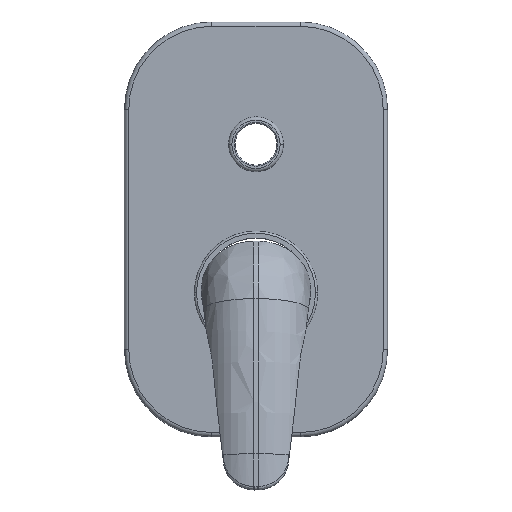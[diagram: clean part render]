
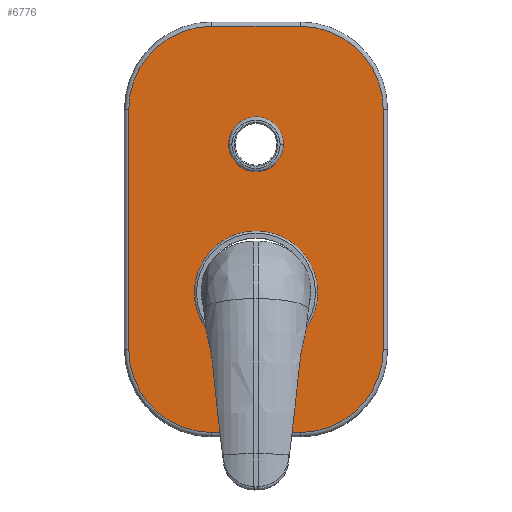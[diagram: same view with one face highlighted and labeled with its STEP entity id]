
A CAD part, top view. The second image highlights one B-rep face of the part: STEP entity #6776.
In plain terms, the highlighted planar face has unit normal (0, 0, 1).
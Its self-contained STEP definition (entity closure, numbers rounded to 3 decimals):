
#5778=DIRECTION('',(1.,0.,0.));
#5779=VECTOR('',#5778,40.5);
#5780=CARTESIAN_POINT('',(-20.25,-65.,-4.));
#5781=LINE('',#5780,#5779);
#5782=CARTESIAN_POINT('',(-20.25,-27.,-4.));
#5783=DIRECTION('',(0.,0.,1.));
#5784=DIRECTION('',(-1.,0.,0.));
#5785=AXIS2_PLACEMENT_3D('',#5782,#5783,#5784);
#5787=DIRECTION('',(0.,-1.,0.));
#5788=VECTOR('',#5787,110.);
#5789=CARTESIAN_POINT('',(-58.25,83.,-4.));
#5790=LINE('',#5789,#5788);
#5791=CARTESIAN_POINT('',(-20.25,83.,-4.));
#5792=DIRECTION('',(0.,0.,1.));
#5793=DIRECTION('',(0.,1.,0.));
#5794=AXIS2_PLACEMENT_3D('',#5791,#5792,#5793);
#5796=DIRECTION('',(-1.,0.,0.));
#5797=VECTOR('',#5796,40.5);
#5798=CARTESIAN_POINT('',(20.25,121.,-4.));
#5799=LINE('',#5798,#5797);
#5800=CARTESIAN_POINT('',(20.25,83.,-4.));
#5801=DIRECTION('',(0.,0.,1.));
#5802=DIRECTION('',(1.,0.,0.));
#5803=AXIS2_PLACEMENT_3D('',#5800,#5801,#5802);
#5805=DIRECTION('',(0.,1.,0.));
#5806=VECTOR('',#5805,110.);
#5807=CARTESIAN_POINT('',(58.25,-27.,-4.));
#5808=LINE('',#5807,#5806);
#5809=CARTESIAN_POINT('',(20.25,-27.,-4.));
#5810=DIRECTION('',(0.,0.,1.));
#5811=DIRECTION('',(0.,-1.,0.));
#5812=AXIS2_PLACEMENT_3D('',#5809,#5810,#5811);
#5814=CARTESIAN_POINT('',(0.,67.,-4.));
#5815=DIRECTION('',(0.,0.,-1.));
#5816=DIRECTION('',(-1.,0.,0.));
#5817=AXIS2_PLACEMENT_3D('',#5814,#5815,#5816);
#5819=CARTESIAN_POINT('',(0.,67.,-4.));
#5820=DIRECTION('',(0.,0.,-1.));
#5821=DIRECTION('',(1.,0.,0.));
#5822=AXIS2_PLACEMENT_3D('',#5819,#5820,#5821);
#5824=CARTESIAN_POINT('',(0.,-1.,-4.));
#5825=DIRECTION('',(0.,0.,-1.));
#5826=DIRECTION('',(-1.,0.,0.));
#5827=AXIS2_PLACEMENT_3D('',#5824,#5825,#5826);
#5829=CARTESIAN_POINT('',(0.,-1.,-4.));
#5830=DIRECTION('',(0.,0.,-1.));
#5831=DIRECTION('',(1.,0.,0.));
#5832=AXIS2_PLACEMENT_3D('',#5829,#5830,#5831);
#6405=CARTESIAN_POINT('',(-20.25,-65.,-4.));
#6406=CARTESIAN_POINT('',(20.25,-65.,-4.));
#6407=VERTEX_POINT('',#6405);
#6408=VERTEX_POINT('',#6406);
#6413=CARTESIAN_POINT('',(58.25,-27.,-4.));
#6414=VERTEX_POINT('',#6413);
#6417=CARTESIAN_POINT('',(58.25,83.,-4.));
#6418=VERTEX_POINT('',#6417);
#6421=CARTESIAN_POINT('',(20.25,121.,-4.));
#6422=VERTEX_POINT('',#6421);
#6425=CARTESIAN_POINT('',(-20.25,121.,-4.));
#6426=VERTEX_POINT('',#6425);
#6429=CARTESIAN_POINT('',(-58.25,83.,-4.));
#6430=VERTEX_POINT('',#6429);
#6433=CARTESIAN_POINT('',(-58.25,-27.,-4.));
#6434=VERTEX_POINT('',#6433);
#6525=CARTESIAN_POINT('',(-12.55,67.,-4.));
#6526=CARTESIAN_POINT('',(12.55,67.,-4.));
#6527=VERTEX_POINT('',#6525);
#6528=VERTEX_POINT('',#6526);
#6561=CARTESIAN_POINT('',(-28.25,-1.,-4.));
#6562=CARTESIAN_POINT('',(28.25,-1.,-4.));
#6563=VERTEX_POINT('',#6561);
#6564=VERTEX_POINT('',#6562);
#6742=CARTESIAN_POINT('',(0.,28.,-4.));
#6743=DIRECTION('',(0.,0.,1.));
#6744=DIRECTION('',(1.,0.,0.));
#6745=AXIS2_PLACEMENT_3D('',#6742,#6743,#6744);
#6746=PLANE('',#6745);
#6748=ORIENTED_EDGE('',*,*,#6747,.F.);
#6750=ORIENTED_EDGE('',*,*,#6749,.F.);
#6752=ORIENTED_EDGE('',*,*,#6751,.F.);
#6754=ORIENTED_EDGE('',*,*,#6753,.F.);
#6756=ORIENTED_EDGE('',*,*,#6755,.F.);
#6758=ORIENTED_EDGE('',*,*,#6757,.F.);
#6760=ORIENTED_EDGE('',*,*,#6759,.F.);
#6762=ORIENTED_EDGE('',*,*,#6761,.F.);
#6763=EDGE_LOOP('',(#6748,#6750,#6752,#6754,#6756,#6758,#6760,#6762));
#6764=FACE_OUTER_BOUND('',#6763,.F.);
#6765=ORIENTED_EDGE('',*,*,#6725,.F.);
#6767=ORIENTED_EDGE('',*,*,#6766,.F.);
#6768=EDGE_LOOP('',(#6765,#6767));
#6769=FACE_BOUND('',#6768,.F.);
#6771=ORIENTED_EDGE('',*,*,#6770,.F.);
#6773=ORIENTED_EDGE('',*,*,#6772,.F.);
#6774=EDGE_LOOP('',(#6771,#6773));
#6775=FACE_BOUND('',#6774,.F.);
#6776=ADVANCED_FACE('',(#6764,#6769,#6775),#6746,.T.);
#5786=CIRCLE('',#5785,38.);
#5795=CIRCLE('',#5794,38.);
#5804=CIRCLE('',#5803,38.);
#5813=CIRCLE('',#5812,38.);
#5818=CIRCLE('',#5817,12.55);
#5823=CIRCLE('',#5822,12.55);
#5828=CIRCLE('',#5827,28.25);
#5833=CIRCLE('',#5832,28.25);
#6725=EDGE_CURVE('',#6527,#6528,#5818,.T.);
#6747=EDGE_CURVE('',#6407,#6408,#5781,.T.);
#6749=EDGE_CURVE('',#6434,#6407,#5786,.T.);
#6751=EDGE_CURVE('',#6430,#6434,#5790,.T.);
#6753=EDGE_CURVE('',#6426,#6430,#5795,.T.);
#6755=EDGE_CURVE('',#6422,#6426,#5799,.T.);
#6757=EDGE_CURVE('',#6418,#6422,#5804,.T.);
#6759=EDGE_CURVE('',#6414,#6418,#5808,.T.);
#6761=EDGE_CURVE('',#6408,#6414,#5813,.T.);
#6766=EDGE_CURVE('',#6528,#6527,#5823,.T.);
#6770=EDGE_CURVE('',#6563,#6564,#5828,.T.);
#6772=EDGE_CURVE('',#6564,#6563,#5833,.T.);
